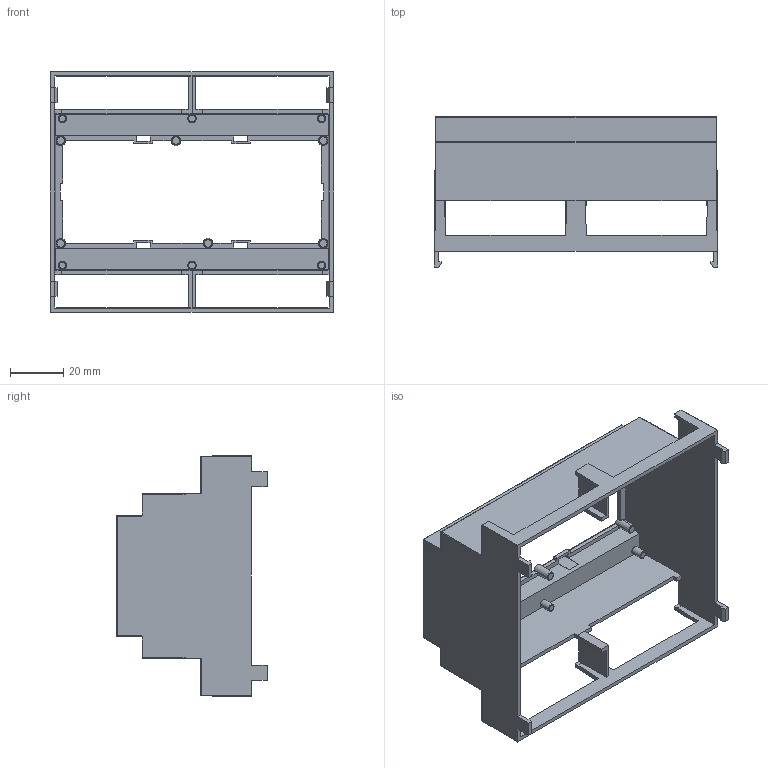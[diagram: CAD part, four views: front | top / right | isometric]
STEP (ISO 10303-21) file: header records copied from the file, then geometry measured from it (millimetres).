
FILE_DESCRIPTION((''),'2;1');
FILE_NAME('GAINTA_D6MG-BODY','2015-03-05T',('Oleg'),(''),'CREO PARAMETRIC BY PTC INC, 2014440','CREO PARAMETRIC BY PTC INC, 2014440','');
FILE_SCHEMA(('CONFIG_CONTROL_DESIGN'));
Length unit declared in the file: millimetre
Products named in the file (1): GAINTA_D6MG-BODY
Bounding box: 106.4 x 56.5 x 90.26 mm (x, y, z)
Volume: 29141.2 mm3; surface area: 38754.7 mm2
Topology: 1 solids, 1 shells, 304 faces, 834 edges, 542 vertices
Faces by surface type: plane 187, cylinder 48, cone 32, torus 25, sphere 8, bspline 4
Entity records: 10140 total; most frequent: CARTESIAN_POINT 2342, ORIENTED_EDGE 1644, DIRECTION 1587, EDGE_CURVE 822, VECTOR 609, LINE 609, VERTEX_POINT 514, AXIS2_PLACEMENT_3D 489
